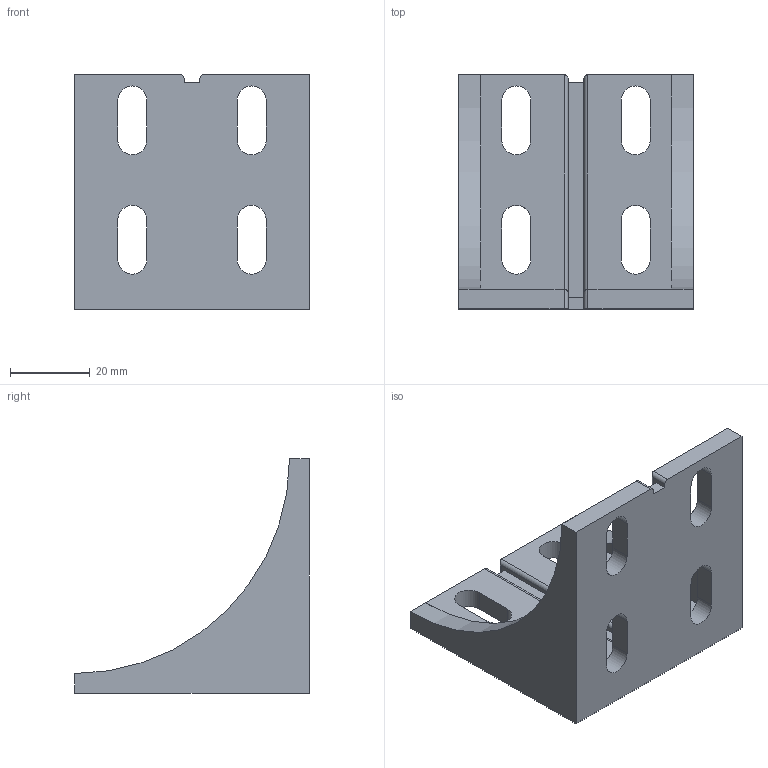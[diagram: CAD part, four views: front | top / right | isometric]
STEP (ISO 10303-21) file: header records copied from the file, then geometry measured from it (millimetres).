
FILE_DESCRIPTION (( 'STEP AP203' ), '1' );
FILE_NAME ('084.305.008.STEP', '2013-01-25T14:57:24', ( 'Alusic' ), ( 'Alusic' ), 'SwSTEP 2.0', 'SolidWorks 2011', '' );
FILE_SCHEMA (( 'CONFIG_CONTROL_DESIGN' ));
Length unit declared in the file: millimetre
Products named in the file (1): 084.305.008
Bounding box: 59 x 59 x 59 mm (x, y, z)
Volume: 34646 mm3; surface area: 17511.4 mm2
Topology: 1 solids, 1 shells, 62 faces, 170 edges, 110 vertices
Faces by surface type: plane 36, cylinder 26
Entity records: 2063 total; most frequent: CARTESIAN_POINT 361, ORIENTED_EDGE 340, DIRECTION 330, EDGE_CURVE 170, LINE 124, VECTOR 124, VERTEX_POINT 110, AXIS2_PLACEMENT_3D 103
